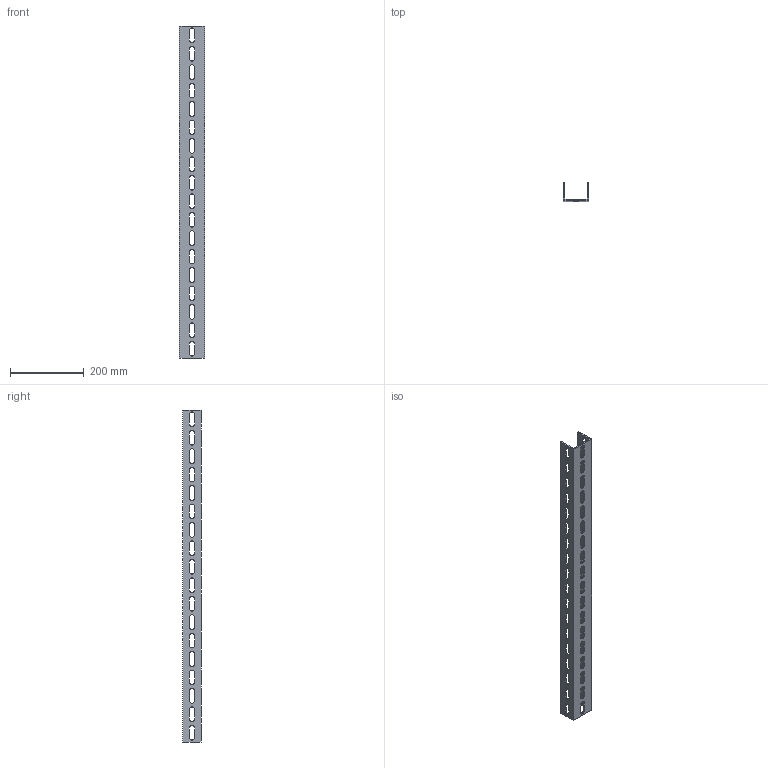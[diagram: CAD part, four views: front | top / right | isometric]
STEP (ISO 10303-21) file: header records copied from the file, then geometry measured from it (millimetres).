
FILE_DESCRIPTION (( 'STEP AP214' ), '1' );
FILE_NAME ('6341804.STP', '2020-05-08T12:14:12', ( '' ), ( '' ), 'SwSTEP 2.0', 'SolidWorks 2018', '' );
FILE_SCHEMA (( 'AUTOMOTIVE_DESIGN' ));
Length unit declared in the file: millimetre
Products named in the file (1): 6341804
Bounding box: 70 x 50 x 900 mm (x, y, z)
Volume: 471325.4 mm3; surface area: 264890.9 mm2
Topology: 1 solids, 1 shells, 288 faces, 858 edges, 572 vertices
Faces by surface type: cylinder 162, plane 126
Entity records: 10036 total; most frequent: DIRECTION 1760, CARTESIAN_POINT 1719, ORIENTED_EDGE 1716, EDGE_CURVE 858, AXIS2_PLACEMENT_3D 613, VERTEX_POINT 572, LINE 534, VECTOR 534
